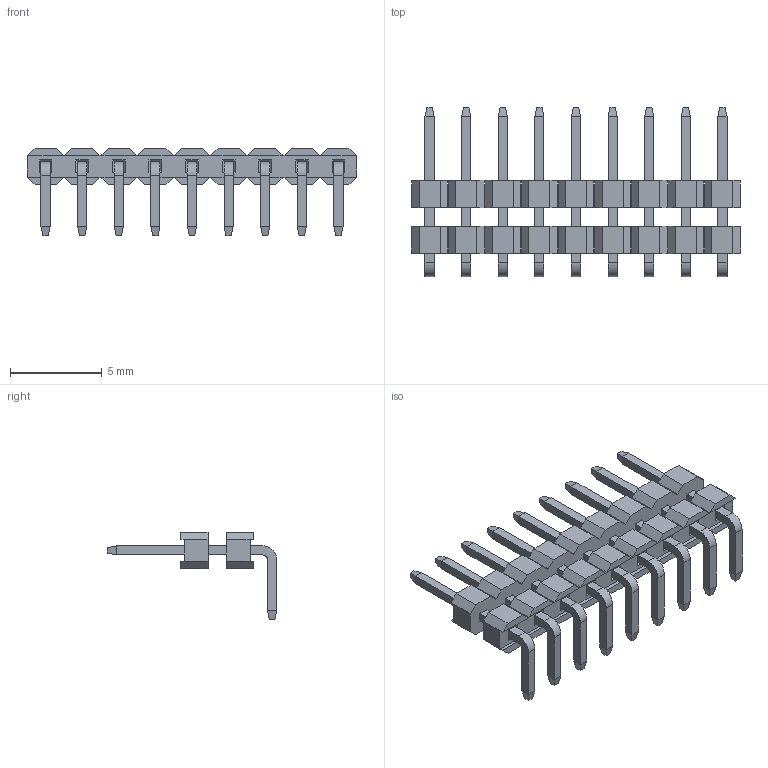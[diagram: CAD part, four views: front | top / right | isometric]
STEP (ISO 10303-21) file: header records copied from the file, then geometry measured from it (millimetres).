
FILE_DESCRIPTION( ('This file contains a STEP AP42 implementation' ,'as created by ZW3D STEP Interface translator.') ,'2;1' );
FILE_NAME( '1215-21XXXXRXXXXXXX(側醱俔)(毀砃).stp' ,'23 322.112730', (''), ('ZWCAD Software Co.'), 'Version 1.0', 'ZW3D to STEP translator', '' );
FILE_SCHEMA(('AUTOMOTIVE_DESIGN { 1 0 10303 214 1 1 1 1 }'));
Length unit declared in the file: millimetre
Products named in the file (2): 0; 1215-2120XXR126XXXX(側醱俔)(毀砃)
Bounding box: 18 x 9.25 x 4.8 mm (x, y, z)
Volume: 111.1 mm3; surface area: 537.7 mm2
Topology: 11 solids, 11 shells, 534 faces, 1320 edges, 808 vertices
Faces by surface type: plane 516, cylinder 18
Entity records: 15835 total; most frequent: CARTESIAN_POINT 2663, ORIENTED_EDGE 2640, DIRECTION 2426, EDGE_CURVE 1320, VECTOR 1284, LINE 1284, VERTEX_POINT 808, AXIS2_PLACEMENT_3D 571
